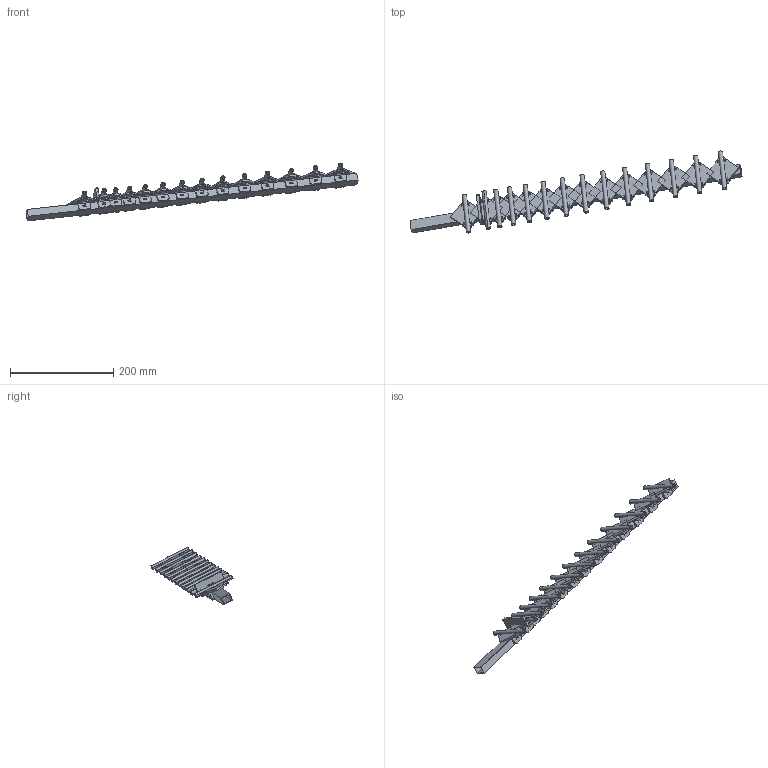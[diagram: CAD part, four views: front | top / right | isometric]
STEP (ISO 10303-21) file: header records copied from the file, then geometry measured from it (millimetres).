
FILE_DESCRIPTION(('CATIA V5 STEP'),'2;1');
FILE_NAME('Yagi Assembly.stp','2021-02-27T11:39:26+00:00',('none'),('none'),'CATIA Version 5 Release 21 SP 6 (IN-10)','CATIA V5 STEP AP203','none');
FILE_SCHEMA(('CONFIG_CONTROL_DESIGN'));
Length unit declared in the file: millimetre
Products named in the file (3): Yagi antenna assembly; Mount-Element ; Yagi Mount-Element-Dipole Assembly
Assembly tree (22 placements, depth 3):
  Yagi antenna assembly
    #57
    Mount-Element   x14
      #376
      #2775
    Yagi Mount-Element-Dipole Assembly
      #3145
      #2775
      #5910
      #6733
Bounding box: 641.69 x 158.49 x 112 mm (x, y, z)
Volume: 276781.5 mm3; surface area: 245932.4 mm2
Topology: 33 solids, 33 shells, 1347 faces, 3727 edges, 2444 vertices
Faces by surface type: plane 1117, cylinder 226, torus 4
Entity records: 7021 total; most frequent: ORIENTED_EDGE 1232, CARTESIAN_POINT 1221, DIRECTION 994, EDGE_CURVE 616, VECTOR 518, LINE 518, VERTEX_POINT 402, AXIS2_PLACEMENT_3D 289
